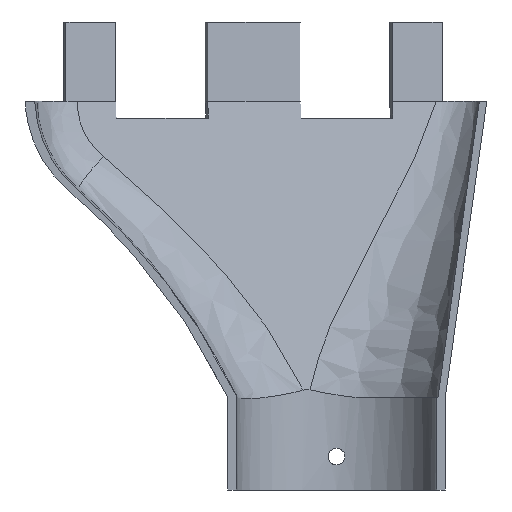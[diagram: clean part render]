
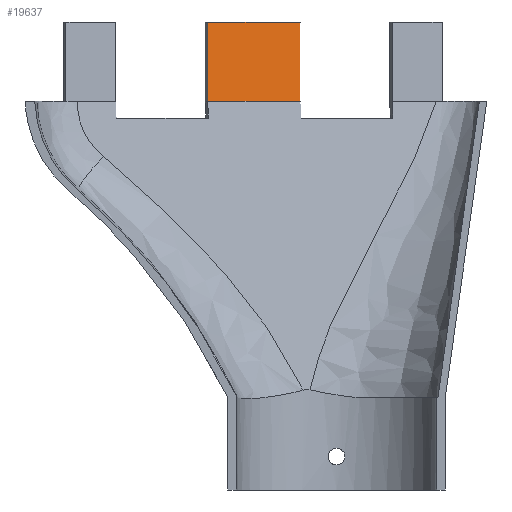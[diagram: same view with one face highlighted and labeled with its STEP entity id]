
A CAD part, front view. The second image highlights one B-rep face of the part: STEP entity #19637.
In plain terms, the highlighted planar face has unit normal (0.295, -0.956, 0).
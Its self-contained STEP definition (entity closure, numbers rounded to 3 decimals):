
#11835 = PLANE('',#11836);
#11836 = AXIS2_PLACEMENT_3D('',#11837,#11838,#11839);
#11837 = CARTESIAN_POINT('',(-8.637,32.435,-0.05));
#11838 = DIRECTION('',(0.,0.,-1.));
#11839 = DIRECTION('',(-1.,0.,0.));
#18198 = PLANE('',#18199);
#18199 = AXIS2_PLACEMENT_3D('',#18200,#18201,#18202);
#18200 = CARTESIAN_POINT('',(-8.637,32.435,-0.05));
#18201 = DIRECTION('',(-0.955,-0.295,0.));
#18202 = DIRECTION('',(-0.295,0.955,0.));
#18994 = VERTEX_POINT('',#18995);
#18995 = CARTESIAN_POINT('',(-8.637,32.435,-0.05));
#19016 = EDGE_CURVE('',#19017,#18994,#19019,.T.);
#19017 = VERTEX_POINT('',#19018);
#19018 = CARTESIAN_POINT('',(-30.804,25.589,-0.05));
#19019 = SURFACE_CURVE('',#19020,(#19024,#19031),.PCURVE_S1.);
#19020 = LINE('',#19021,#19022);
#19021 = CARTESIAN_POINT('',(-30.804,25.589,-0.05));
#19022 = VECTOR('',#19023,1.);
#19023 = DIRECTION('',(0.955,0.295,0.));
#19024 = PCURVE('',#11835,#19025);
#19025 = DEFINITIONAL_REPRESENTATION('',(#19026),#19030);
#19026 = LINE('',#19027,#19028);
#19027 = CARTESIAN_POINT('',(22.167,-6.846));
#19028 = VECTOR('',#19029,1.);
#19029 = DIRECTION('',(-0.955,0.295));
#19030 = ( GEOMETRIC_REPRESENTATION_CONTEXT(2) 
PARAMETRIC_REPRESENTATION_CONTEXT() REPRESENTATION_CONTEXT('2D SPACE',''
  ) );
#19031 = PCURVE('',#19032,#19037);
#19032 = PLANE('',#19033);
#19033 = AXIS2_PLACEMENT_3D('',#19034,#19035,#19036);
#19034 = CARTESIAN_POINT('',(-30.804,25.589,-0.05));
#19035 = DIRECTION('',(-0.295,0.955,0.));
#19036 = DIRECTION('',(0.955,0.295,0.));
#19037 = DEFINITIONAL_REPRESENTATION('',(#19038),#19042);
#19038 = LINE('',#19039,#19040);
#19039 = CARTESIAN_POINT('',(0.,0.));
#19040 = VECTOR('',#19041,1.);
#19041 = DIRECTION('',(1.,0.));
#19042 = ( GEOMETRIC_REPRESENTATION_CONTEXT(2) 
PARAMETRIC_REPRESENTATION_CONTEXT() REPRESENTATION_CONTEXT('2D SPACE',''
  ) );
#19058 = PLANE('',#19059);
#19059 = AXIS2_PLACEMENT_3D('',#19060,#19061,#19062);
#19060 = CARTESIAN_POINT('',(-8.637,32.435,-0.05));
#19061 = DIRECTION('',(0.,0.,-1.));
#19062 = DIRECTION('',(-1.,0.,0.));
#19289 = EDGE_CURVE('',#18994,#19290,#19292,.T.);
#19290 = VERTEX_POINT('',#19291);
#19291 = CARTESIAN_POINT('',(-8.637,32.435,18.95));
#19292 = SURFACE_CURVE('',#19293,(#19297,#19304),.PCURVE_S1.);
#19293 = LINE('',#19294,#19295);
#19294 = CARTESIAN_POINT('',(-8.637,32.435,-0.05));
#19295 = VECTOR('',#19296,1.);
#19296 = DIRECTION('',(0.,0.,1.));
#19297 = PCURVE('',#18198,#19298);
#19298 = DEFINITIONAL_REPRESENTATION('',(#19299),#19303);
#19299 = LINE('',#19300,#19301);
#19300 = CARTESIAN_POINT('',(0.,0.));
#19301 = VECTOR('',#19302,1.);
#19302 = DIRECTION('',(0.,-1.));
#19303 = ( GEOMETRIC_REPRESENTATION_CONTEXT(2) 
PARAMETRIC_REPRESENTATION_CONTEXT() REPRESENTATION_CONTEXT('2D SPACE',''
  ) );
#19304 = PCURVE('',#19032,#19305);
#19305 = DEFINITIONAL_REPRESENTATION('',(#19306),#19310);
#19306 = LINE('',#19307,#19308);
#19307 = CARTESIAN_POINT('',(23.2,0.));
#19308 = VECTOR('',#19309,1.);
#19309 = DIRECTION('',(0.,-1.));
#19310 = ( GEOMETRIC_REPRESENTATION_CONTEXT(2) 
PARAMETRIC_REPRESENTATION_CONTEXT() REPRESENTATION_CONTEXT('2D SPACE',''
  ) );
#19328 = PLANE('',#19329);
#19329 = AXIS2_PLACEMENT_3D('',#19330,#19331,#19332);
#19330 = CARTESIAN_POINT('',(-8.637,32.435,18.95));
#19331 = DIRECTION('',(0.,0.,-1.));
#19332 = DIRECTION('',(-1.,0.,0.));
#19406 = PLANE('',#19407);
#19407 = AXIS2_PLACEMENT_3D('',#19408,#19409,#19410);
#19408 = CARTESIAN_POINT('',(-31.394,27.5,-0.05));
#19409 = DIRECTION('',(0.955,0.295,0.));
#19410 = DIRECTION('',(0.295,-0.955,0.));
#19593 = EDGE_CURVE('',#19594,#19017,#19596,.T.);
#19594 = VERTEX_POINT('',#19595);
#19595 = CARTESIAN_POINT('',(-30.804,25.589,-0.05));
#19596 = SURFACE_CURVE('',#19597,(#19601,#19608),.PCURVE_S1.);
#19597 = LINE('',#19598,#19599);
#19598 = CARTESIAN_POINT('',(-30.804,25.589,-0.05));
#19599 = VECTOR('',#19600,1.);
#19600 = DIRECTION('',(0.955,0.295,0.));
#19601 = PCURVE('',#19058,#19602);
#19602 = DEFINITIONAL_REPRESENTATION('',(#19603),#19607);
#19603 = LINE('',#19604,#19605);
#19604 = CARTESIAN_POINT('',(22.167,-6.846));
#19605 = VECTOR('',#19606,1.);
#19606 = DIRECTION('',(-0.955,0.295));
#19607 = ( GEOMETRIC_REPRESENTATION_CONTEXT(2) 
PARAMETRIC_REPRESENTATION_CONTEXT() REPRESENTATION_CONTEXT('2D SPACE',''
  ) );
#19608 = PCURVE('',#19032,#19609);
#19609 = DEFINITIONAL_REPRESENTATION('',(#19610),#19614);
#19610 = LINE('',#19611,#19612);
#19611 = CARTESIAN_POINT('',(0.,0.));
#19612 = VECTOR('',#19613,1.);
#19613 = DIRECTION('',(1.,0.));
#19614 = ( GEOMETRIC_REPRESENTATION_CONTEXT(2) 
PARAMETRIC_REPRESENTATION_CONTEXT() REPRESENTATION_CONTEXT('2D SPACE',''
  ) );
#19637 = ADVANCED_FACE('',(#19638),#19032,.F.);
#19638 = FACE_BOUND('',#19639,.F.);
#19639 = EDGE_LOOP('',(#19640,#19663,#19684,#19685,#19686));
#19640 = ORIENTED_EDGE('',*,*,#19641,.T.);
#19641 = EDGE_CURVE('',#19594,#19642,#19644,.T.);
#19642 = VERTEX_POINT('',#19643);
#19643 = CARTESIAN_POINT('',(-30.804,25.589,18.95));
#19644 = SURFACE_CURVE('',#19645,(#19649,#19656),.PCURVE_S1.);
#19645 = LINE('',#19646,#19647);
#19646 = CARTESIAN_POINT('',(-30.804,25.589,-0.05));
#19647 = VECTOR('',#19648,1.);
#19648 = DIRECTION('',(0.,0.,1.));
#19649 = PCURVE('',#19032,#19650);
#19650 = DEFINITIONAL_REPRESENTATION('',(#19651),#19655);
#19651 = LINE('',#19652,#19653);
#19652 = CARTESIAN_POINT('',(0.,0.));
#19653 = VECTOR('',#19654,1.);
#19654 = DIRECTION('',(0.,-1.));
#19655 = ( GEOMETRIC_REPRESENTATION_CONTEXT(2) 
PARAMETRIC_REPRESENTATION_CONTEXT() REPRESENTATION_CONTEXT('2D SPACE',''
  ) );
#19656 = PCURVE('',#19406,#19657);
#19657 = DEFINITIONAL_REPRESENTATION('',(#19658),#19662);
#19658 = LINE('',#19659,#19660);
#19659 = CARTESIAN_POINT('',(2.,0.));
#19660 = VECTOR('',#19661,1.);
#19661 = DIRECTION('',(0.,-1.));
#19662 = ( GEOMETRIC_REPRESENTATION_CONTEXT(2) 
PARAMETRIC_REPRESENTATION_CONTEXT() REPRESENTATION_CONTEXT('2D SPACE',''
  ) );
#19663 = ORIENTED_EDGE('',*,*,#19664,.T.);
#19664 = EDGE_CURVE('',#19642,#19290,#19665,.T.);
#19665 = SURFACE_CURVE('',#19666,(#19670,#19677),.PCURVE_S1.);
#19666 = LINE('',#19667,#19668);
#19667 = CARTESIAN_POINT('',(-30.804,25.589,18.95));
#19668 = VECTOR('',#19669,1.);
#19669 = DIRECTION('',(0.955,0.295,0.));
#19670 = PCURVE('',#19032,#19671);
#19671 = DEFINITIONAL_REPRESENTATION('',(#19672),#19676);
#19672 = LINE('',#19673,#19674);
#19673 = CARTESIAN_POINT('',(0.,-19.));
#19674 = VECTOR('',#19675,1.);
#19675 = DIRECTION('',(1.,0.));
#19676 = ( GEOMETRIC_REPRESENTATION_CONTEXT(2) 
PARAMETRIC_REPRESENTATION_CONTEXT() REPRESENTATION_CONTEXT('2D SPACE',''
  ) );
#19677 = PCURVE('',#19328,#19678);
#19678 = DEFINITIONAL_REPRESENTATION('',(#19679),#19683);
#19679 = LINE('',#19680,#19681);
#19680 = CARTESIAN_POINT('',(22.167,-6.846));
#19681 = VECTOR('',#19682,1.);
#19682 = DIRECTION('',(-0.955,0.295));
#19683 = ( GEOMETRIC_REPRESENTATION_CONTEXT(2) 
PARAMETRIC_REPRESENTATION_CONTEXT() REPRESENTATION_CONTEXT('2D SPACE',''
  ) );
#19684 = ORIENTED_EDGE('',*,*,#19289,.F.);
#19685 = ORIENTED_EDGE('',*,*,#19016,.F.);
#19686 = ORIENTED_EDGE('',*,*,#19593,.F.);
